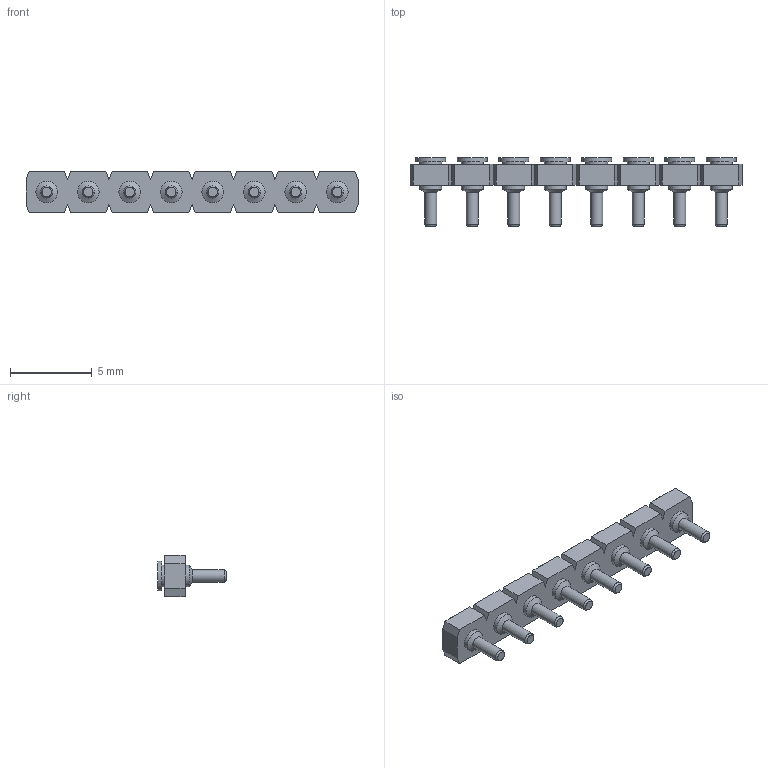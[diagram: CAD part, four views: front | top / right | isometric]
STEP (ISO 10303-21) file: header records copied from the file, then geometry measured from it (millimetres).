
FILE_DESCRIPTION(/* description */ (''),/* implementation_level */ '2;1');
FILE_NAME(/* name */ '8Pin Version SL-112-T-39 v1.step',/* time_stamp */ '2022-11-18T03:10:34-06:00',/* author */ (''),/* organization */ (''),/* preprocessor_version */ 'ST-DEVELOPER v19.2',/* originating_system */ 'Autodesk Translation Framework v11.17.0.187',/* authorisation */ '');
FILE_SCHEMA (('AUTOMOTIVE_DESIGN { 1 0 10303 214 3 1 1 }'));
Length unit declared in the file: inch
Products named in the file (3): SL-112-T-39; EZ-8P1_pins; SL-112_socket
Assembly tree (9 placements, depth 2):
  SL-112-T-39
    EZ-8P1_pins  x8
    SL-112_socket
Bounding box: 20.32 x 4.19 x 2.54 mm (x, y, z)
Volume: 67.3 mm3; surface area: 415.4 mm2
Topology: 9 solids, 9 shells, 212 faces, 486 edges, 324 vertices
Faces by surface type: plane 100, cylinder 64, cone 48
Full cylindrical faces by diameter (mm): 0.533 x8, 0.737 x8, 0.914 x8, 1.016 x8, 1.321 x24, 1.829 x8
Entity records: 2652 total; most frequent: CARTESIAN_POINT 445, DIRECTION 435, ORIENTED_EDGE 424, EDGE_CURVE 212, LINE 171, VECTOR 171, VERTEX_POINT 142, AXIS2_PLACEMENT_3D 132
